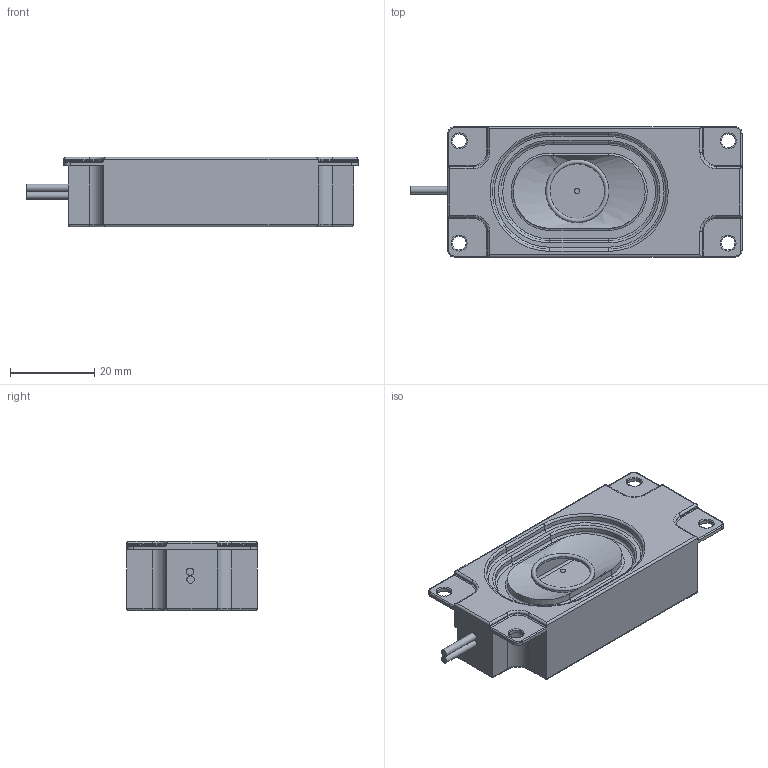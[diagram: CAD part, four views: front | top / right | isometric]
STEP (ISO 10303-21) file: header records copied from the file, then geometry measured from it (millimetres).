
FILE_DESCRIPTION(/* description */ (''),/* implementation_level */ '2;1');
FILE_NAME(/* name */ 'Mini speaker 4ohm 3watt.step',/* time_stamp */ '2021-08-24T21:58:04-04:00',/* author */ (''),/* organization */ (''),/* preprocessor_version */ 'ST-DEVELOPER v18.1',/* originating_system */ 'Autodesk Translation Framework v10.10.0.1391',/* authorisation */ '');
FILE_SCHEMA (('AUTOMOTIVE_DESIGN { 1 0 10303 214 3 1 1 }'));
Length unit declared in the file: millimetre
Products named in the file (3): speaker; red wire; black wire
Assembly tree (2 placements, depth 2):
  speaker
    red wire
    black wire
Bounding box: 79 x 31 x 16.5 mm (x, y, z)
Volume: 26976.1 mm3; surface area: 8097.1 mm2
Topology: 3 solids, 3 shells, 160 faces, 369 edges, 218 vertices
Faces by surface type: cylinder 76, plane 43, torus 39, cone 1, bspline 1
Full cylindrical faces by diameter (mm): 1.75 x2, 3.3 x4, 13 x1, 15 x1
Entity records: 4775 total; most frequent: CARTESIAN_POINT 938, DIRECTION 860, ORIENTED_EDGE 738, EDGE_CURVE 369, AXIS2_PLACEMENT_3D 340, VERTEX_POINT 218, LINE 180, VECTOR 180
